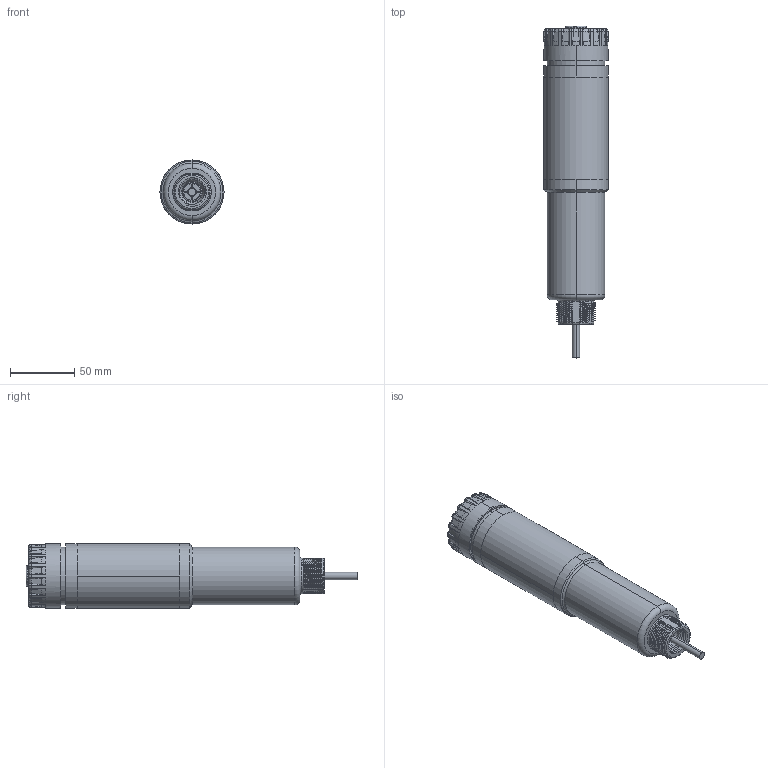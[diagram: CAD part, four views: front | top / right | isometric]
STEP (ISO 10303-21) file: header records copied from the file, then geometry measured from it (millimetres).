
FILE_DESCRIPTION((''),'2;1');
FILE_NAME('168387_ASM','2013-03-21T',('pdmadmin'),(''),'PRO/ENGINEER BY PARAMETRIC TECHNOLOGY CORPORATION, 2012300','PRO/ENGINEER BY PARAMETRIC TECHNOLOGY CORPORATION, 2012300','');
FILE_SCHEMA(('CONFIG_CONTROL_DESIGN'));
Products named in the file (9): 163979; 144147; 62676; CABLE_570_5COND; 143280; 143281; 143282; 144104; 168387_ASM
Assembly tree (8 placements, depth 2):
  168387_ASM
    163979
    144147
    62676
    CABLE_570_5COND
    143280
    143281
    143282
    144104
Bounding box: 50 x 259.15 x 50 mm (x, y, z)
Volume: 130514.4 mm3; surface area: 99884.7 mm2
Topology: 8 solids, 8 shells, 1578 faces, 3895 edges, 2398 vertices
Faces by surface type: cylinder 481, bspline 376, plane 307, torus 260, cone 82, sphere 72
Entity records: 107844 total; most frequent: CARTESIAN_POINT 72751, ORIENTED_EDGE 7786, DIRECTION 6750, EDGE_CURVE 3893, AXIS2_PLACEMENT_3D 2840, VERTEX_POINT 2398, EDGE_LOOP 1673, CIRCLE 1621
